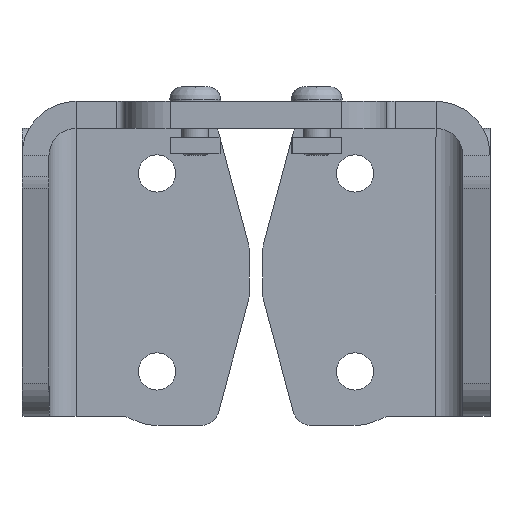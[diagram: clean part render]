
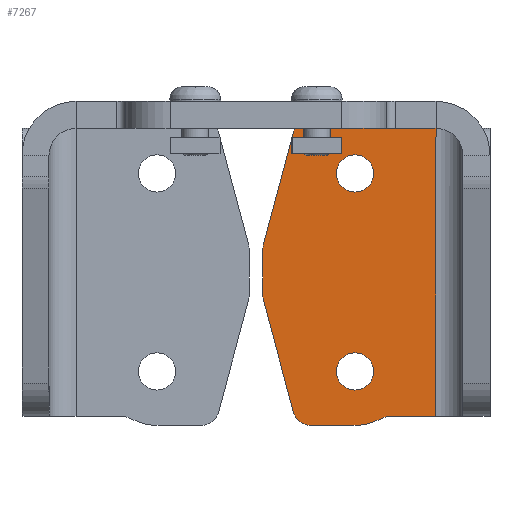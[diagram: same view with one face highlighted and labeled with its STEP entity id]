
A CAD part, front view. The second image highlights one B-rep face of the part: STEP entity #7267.
In plain terms, the highlighted planar face has unit normal (0, -1, 0).
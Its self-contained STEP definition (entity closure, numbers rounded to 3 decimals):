
#206=FACE_BOUND('',#1151,.T.);
#207=FACE_BOUND('',#1152,.T.);
#384=PLANE('',#7919);
#748=FACE_OUTER_BOUND('',#1150,.T.);
#1150=EDGE_LOOP('',(#5904,#5905,#5906,#5907,#5908,#5909,#5910,#5911,#5912,
#5913,#5914,#5915,#5916,#5917,#5918,#5919));
#1151=EDGE_LOOP('',(#5920));
#1152=EDGE_LOOP('',(#5921));
#1602=LINE('',#12920,#2154);
#1618=LINE('',#12976,#2170);
#1642=LINE('',#13055,#2194);
#1649=LINE('',#13075,#2201);
#1651=LINE('',#13079,#2203);
#1652=LINE('',#13081,#2204);
#1655=LINE('',#13088,#2207);
#1657=LINE('',#13091,#2209);
#2154=VECTOR('',#9323,10.);
#2170=VECTOR('',#9377,10.);
#2194=VECTOR('',#9453,10.);
#2201=VECTOR('',#9478,10.);
#2203=VECTOR('',#9482,10.);
#2204=VECTOR('',#9485,10.);
#2207=VECTOR('',#9492,10.);
#2209=VECTOR('',#9496,10.);
#2620=CIRCLE('',#7844,2.067);
#2629=CIRCLE('',#7856,2.067);
#2630=CIRCLE('',#7858,2.);
#2639=CIRCLE('',#7870,2.);
#2640=CIRCLE('',#7872,6.);
#2641=CIRCLE('',#7874,2.);
#2642=CIRCLE('',#7876,6.);
#2643=CIRCLE('',#7878,2.);
#2658=CIRCLE('',#7904,2.);
#2661=CIRCLE('',#7912,2.);
#3200=VERTEX_POINT('',#12879);
#3209=VERTEX_POINT('',#12903);
#3210=VERTEX_POINT('',#12907);
#3211=VERTEX_POINT('',#12908);
#3215=VERTEX_POINT('',#12918);
#3229=VERTEX_POINT('',#12950);
#3230=VERTEX_POINT('',#12952);
#3231=VERTEX_POINT('',#12956);
#3232=VERTEX_POINT('',#12960);
#3233=VERTEX_POINT('',#12961);
#3234=VERTEX_POINT('',#12966);
#3235=VERTEX_POINT('',#12970);
#3236=VERTEX_POINT('',#12971);
#3264=VERTEX_POINT('',#13049);
#3265=VERTEX_POINT('',#13053);
#3269=VERTEX_POINT('',#13069);
#3270=VERTEX_POINT('',#13077);
#3272=VERTEX_POINT('',#13087);
#4095=EDGE_CURVE('',#3200,#3200,#2620,.T.);
#4107=EDGE_CURVE('',#3209,#3209,#2629,.T.);
#4108=EDGE_CURVE('',#3210,#3211,#2630,.T.);
#4114=EDGE_CURVE('',#3210,#3215,#1602,.T.);
#4130=EDGE_CURVE('',#3229,#3230,#2639,.T.);
#4133=EDGE_CURVE('',#3229,#3231,#2640,.T.);
#4134=EDGE_CURVE('',#3232,#3233,#2641,.T.);
#4137=EDGE_CURVE('',#3234,#3233,#2642,.T.);
#4139=EDGE_CURVE('',#3235,#3236,#2643,.T.);
#4142=EDGE_CURVE('',#3235,#3234,#1618,.T.);
#4179=EDGE_CURVE('',#3264,#3215,#2658,.T.);
#4181=EDGE_CURVE('',#3264,#3265,#1642,.T.);
#4188=EDGE_CURVE('',#3269,#3265,#2661,.T.);
#4191=EDGE_CURVE('',#3231,#3211,#1649,.T.);
#4193=EDGE_CURVE('',#3270,#3232,#1651,.T.);
#4194=EDGE_CURVE('',#3269,#3236,#1652,.T.);
#4197=EDGE_CURVE('',#3272,#3230,#1655,.T.);
#4199=EDGE_CURVE('',#3270,#3272,#1657,.T.);
#5904=ORIENTED_EDGE('',*,*,#4108,.F.);
#5905=ORIENTED_EDGE('',*,*,#4114,.T.);
#5906=ORIENTED_EDGE('',*,*,#4179,.F.);
#5907=ORIENTED_EDGE('',*,*,#4181,.T.);
#5908=ORIENTED_EDGE('',*,*,#4188,.F.);
#5909=ORIENTED_EDGE('',*,*,#4194,.T.);
#5910=ORIENTED_EDGE('',*,*,#4139,.F.);
#5911=ORIENTED_EDGE('',*,*,#4142,.T.);
#5912=ORIENTED_EDGE('',*,*,#4137,.T.);
#5913=ORIENTED_EDGE('',*,*,#4134,.F.);
#5914=ORIENTED_EDGE('',*,*,#4193,.F.);
#5915=ORIENTED_EDGE('',*,*,#4199,.T.);
#5916=ORIENTED_EDGE('',*,*,#4197,.T.);
#5917=ORIENTED_EDGE('',*,*,#4130,.F.);
#5918=ORIENTED_EDGE('',*,*,#4133,.T.);
#5919=ORIENTED_EDGE('',*,*,#4191,.T.);
#5920=ORIENTED_EDGE('',*,*,#4095,.T.);
#5921=ORIENTED_EDGE('',*,*,#4107,.T.);
#7267=ADVANCED_FACE('',(#748,#206,#207),#384,.T.);
#7844=AXIS2_PLACEMENT_3D('',#12881,#9282,#9283);
#7856=AXIS2_PLACEMENT_3D('',#12905,#9309,#9310);
#7858=AXIS2_PLACEMENT_3D('',#12909,#9313,#9314);
#7870=AXIS2_PLACEMENT_3D('',#12953,#9350,#9351);
#7872=AXIS2_PLACEMENT_3D('',#12958,#9356,#9357);
#7874=AXIS2_PLACEMENT_3D('',#12962,#9360,#9361);
#7876=AXIS2_PLACEMENT_3D('',#12967,#9366,#9367);
#7878=AXIS2_PLACEMENT_3D('',#12972,#9371,#9372);
#7904=AXIS2_PLACEMENT_3D('',#13051,#9448,#9449);
#7912=AXIS2_PLACEMENT_3D('',#13070,#9470,#9471);
#7919=AXIS2_PLACEMENT_3D('',#13090,#9494,#9495);
#9282=DIRECTION('center_axis',(0.,1.,0.));
#9283=DIRECTION('ref_axis',(-1.,0.,0.));
#9309=DIRECTION('center_axis',(0.,1.,0.));
#9310=DIRECTION('ref_axis',(-1.,0.,0.));
#9313=DIRECTION('center_axis',(0.,1.,0.));
#9314=DIRECTION('ref_axis',(-0.609,0.,0.793));
#9323=DIRECTION('',(-0.259,0.,-0.966));
#9350=DIRECTION('center_axis',(0.,-1.,0.));
#9351=DIRECTION('ref_axis',(-0.25,0.,-0.968));
#9356=DIRECTION('center_axis',(0.,-1.,0.));
#9357=DIRECTION('ref_axis',(0.,0.,
1.));
#9360=DIRECTION('center_axis',(0.,-1.,0.));
#9361=DIRECTION('ref_axis',(-0.25,0.,0.968));
#9366=DIRECTION('center_axis',(0.,-1.,0.));
#9367=DIRECTION('ref_axis',(0.553,0.,-0.833));
#9371=DIRECTION('center_axis',(0.,1.,0.));
#9372=DIRECTION('ref_axis',(-0.609,0.,-0.793));
#9377=DIRECTION('',(1.,0.,0.));
#9448=DIRECTION('center_axis',(0.,1.,0.));
#9449=DIRECTION('ref_axis',(-0.991,0.,0.131));
#9453=DIRECTION('',(0.,0.,-1.));
#9470=DIRECTION('center_axis',(0.,1.,0.));
#9471=DIRECTION('ref_axis',(-0.991,0.,-0.131));
#9478=DIRECTION('',(-1.,0.,0.));
#9482=DIRECTION('',(-1.,0.,0.));
#9485=DIRECTION('',(0.259,0.,-0.966));
#9492=DIRECTION('',(-1.,0.,0.));
#9494=DIRECTION('center_axis',(0.,-1.,0.));
#9495=DIRECTION('ref_axis',(0.,0.,
-1.));
#9496=DIRECTION('',(0.,0.,1.));
#12879=CARTESIAN_POINT('',(13.067,177.,-5.));
#12881=CARTESIAN_POINT('Origin',(11.,177.,-5.));
#12903=CARTESIAN_POINT('',(13.067,177.,-27.));
#12905=CARTESIAN_POINT('Origin',(11.,177.,-27.));
#12907=CARTESIAN_POINT('',(4.158,177.,-0.482));
#12908=CARTESIAN_POINT('',(6.09,177.,1.));
#12909=CARTESIAN_POINT('Origin',(6.09,177.,-1.));
#12918=CARTESIAN_POINT('',(0.818,177.,-12.947));
#12920=CARTESIAN_POINT('',(0.461,177.,-14.279));
#12950=CARTESIAN_POINT('',(13.905,177.,0.25));
#12952=CARTESIAN_POINT('',(14.873,177.,0.));
#12953=CARTESIAN_POINT('Origin',(14.873,177.,2.));
#12956=CARTESIAN_POINT('',(11.,177.,1.));
#12958=CARTESIAN_POINT('Origin',(11.,177.,-5.));
#12960=CARTESIAN_POINT('',(14.873,177.,-32.));
#12961=CARTESIAN_POINT('',(13.905,177.,-32.25));
#12962=CARTESIAN_POINT('Origin',(14.873,177.,-34.));
#12966=CARTESIAN_POINT('',(11.,177.,-33.));
#12967=CARTESIAN_POINT('Origin',(11.,177.,-27.));
#12970=CARTESIAN_POINT('',(6.09,177.,-33.));
#12971=CARTESIAN_POINT('',(4.158,177.,-31.518));
#12972=CARTESIAN_POINT('Origin',(6.09,177.,-31.));
#12976=CARTESIAN_POINT('',(2.278,177.,-33.));
#13049=CARTESIAN_POINT('',(0.75,177.,-13.464));
#13051=CARTESIAN_POINT('Origin',(2.75,177.,-13.464));
#13053=CARTESIAN_POINT('',(0.75,177.,-18.536));
#13055=CARTESIAN_POINT('',(0.75,177.,0.));
#13069=CARTESIAN_POINT('',(0.818,177.,-19.053));
#13070=CARTESIAN_POINT('Origin',(2.75,177.,-18.536));
#13075=CARTESIAN_POINT('',(5.5,177.,1.));
#13077=CARTESIAN_POINT('',(20.,177.,-32.));
#13079=CARTESIAN_POINT('',(26.786,177.,-32.));
#13081=CARTESIAN_POINT('',(2.605,177.,-25.721));
#13087=CARTESIAN_POINT('',(20.,177.,0.));
#13088=CARTESIAN_POINT('',(26.786,177.,0.));
#13090=CARTESIAN_POINT('Origin',(13.768,177.,-16.));
#13091=CARTESIAN_POINT('',(20.,177.,-16.));
